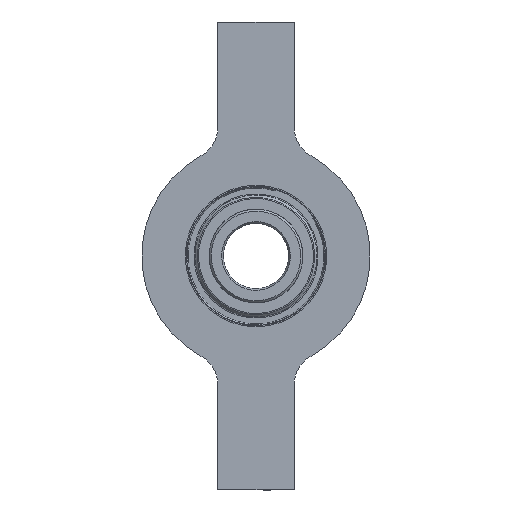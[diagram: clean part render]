
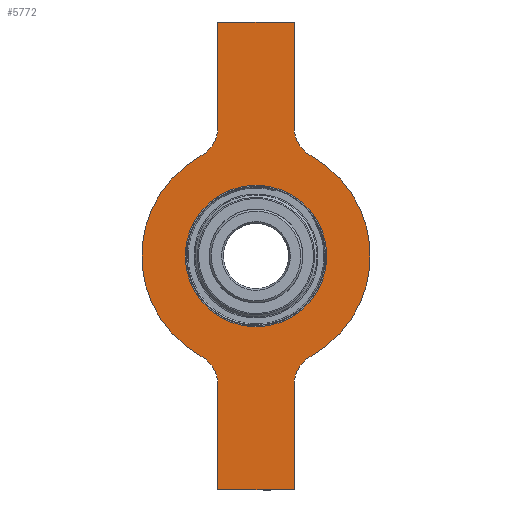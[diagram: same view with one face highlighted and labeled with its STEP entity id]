
A CAD part, front view. The second image highlights one B-rep face of the part: STEP entity #5772.
In plain terms, the highlighted planar face has unit normal (0, -1, 0).
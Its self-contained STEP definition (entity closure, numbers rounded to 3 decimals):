
#80 = EDGE_LOOP ( 'NONE', ( #6884, #6284 ) ) ;
#133 = CIRCLE ( 'NONE', #9544, 3. ) ;
#140 = CARTESIAN_POINT ( 'NONE',  ( 6.5, 0., 11.832 ) ) ;
#224 = VERTEX_POINT ( 'NONE', #9226 ) ;
#236 = ORIENTED_EDGE ( 'NONE', *, *, #3103, .F. ) ;
#246 = EDGE_CURVE ( 'NONE', #799, #8242, #9662, .T. ) ;
#281 = VERTEX_POINT ( 'NONE', #4872 ) ;
#369 = DIRECTION ( 'NONE',  ( -1., 0., 0. ) ) ;
#442 = CARTESIAN_POINT ( 'NONE',  ( 3.5, 0., 11.832 ) ) ;
#584 = FACE_OUTER_BOUND ( 'NONE', #7303, .T. ) ;
#799 = VERTEX_POINT ( 'NONE', #1082 ) ;
#918 = VECTOR ( 'NONE', #4042, 1000. ) ;
#1082 = CARTESIAN_POINT ( 'NONE',  ( -3.5, 0., 11.832 ) ) ;
#1092 = VERTEX_POINT ( 'NONE', #2121 ) ;
#1096 = ORIENTED_EDGE ( 'NONE', *, *, #3786, .T. ) ;
#1168 = ORIENTED_EDGE ( 'NONE', *, *, #4481, .F. ) ;
#1191 = CARTESIAN_POINT ( 'NONE',  ( -3.5, 0., -9.899 ) ) ;
#1327 = DIRECTION ( 'NONE',  ( 0., 1., 0. ) ) ;
#1469 = DIRECTION ( 'NONE',  ( 0., 0., 1. ) ) ;
#1544 = DIRECTION ( 'NONE',  ( 0., 0., 1. ) ) ;
#1650 = LINE ( 'NONE', #8011, #2735 ) ;
#1723 = AXIS2_PLACEMENT_3D ( 'NONE', #8471, #8400, #5161 ) ;
#1945 = CARTESIAN_POINT ( 'NONE',  ( 3.5, 0., -21.5 ) ) ;
#2077 = LINE ( 'NONE', #8668, #7784 ) ;
#2093 = VERTEX_POINT ( 'NONE', #6786 ) ;
#2121 = CARTESIAN_POINT ( 'NONE',  ( -3.5, 0., -11.832 ) ) ;
#2179 = DIRECTION ( 'NONE',  ( 0., 0., -1. ) ) ;
#2318 = CIRCLE ( 'NONE', #10726, 3. ) ;
#2320 = CARTESIAN_POINT ( 'NONE',  ( 0., 0., 0. ) ) ;
#2330 = CIRCLE ( 'NONE', #10373, 10.5 ) ;
#2368 = ORIENTED_EDGE ( 'NONE', *, *, #5106, .F. ) ;
#2541 = CARTESIAN_POINT ( 'NONE',  ( -3.5, 0., 21.5 ) ) ;
#2594 = VERTEX_POINT ( 'NONE', #10502 ) ;
#2659 = ORIENTED_EDGE ( 'NONE', *, *, #8669, .T. ) ;
#2715 = DIRECTION ( 'NONE',  ( 0., 1., 0. ) ) ;
#2735 = VECTOR ( 'NONE', #2179, 1000. ) ;
#2810 = AXIS2_PLACEMENT_3D ( 'NONE', #6602, #6634, #1544 ) ;
#2856 = FACE_BOUND ( 'NONE', #80, .T. ) ;
#2891 = EDGE_CURVE ( 'NONE', #6662, #6915, #3817, .T. ) ;
#3103 = EDGE_CURVE ( 'NONE', #6428, #3264, #2077, .T. ) ;
#3162 = CARTESIAN_POINT ( 'NONE',  ( 3.5, 0., -11.832 ) ) ;
#3264 = VERTEX_POINT ( 'NONE', #442 ) ;
#3287 = CARTESIAN_POINT ( 'NONE',  ( -3.5, 0., 9.899 ) ) ;
#3295 = EDGE_CURVE ( 'NONE', #2594, #2093, #2330, .T. ) ;
#3378 = VECTOR ( 'NONE', #369, 1000. ) ;
#3473 = ORIENTED_EDGE ( 'NONE', *, *, #246, .F. ) ;
#3530 = CIRCLE ( 'NONE', #2810, 3. ) ;
#3586 = VERTEX_POINT ( 'NONE', #3162 ) ;
#3610 = DIRECTION ( 'NONE',  ( 0., 0., -1. ) ) ;
#3660 = CARTESIAN_POINT ( 'NONE',  ( 0., 0., 6.5 ) ) ;
#3674 = CIRCLE ( 'NONE', #4065, 6.5 ) ;
#3786 = EDGE_CURVE ( 'NONE', #3586, #2093, #3530, .T. ) ;
#3813 = CARTESIAN_POINT ( 'NONE',  ( 0., 0., 0. ) ) ;
#3817 = CIRCLE ( 'NONE', #1723, 10.5 ) ;
#4039 = DIRECTION ( 'NONE',  ( 0., 1., 0. ) ) ;
#4042 = DIRECTION ( 'NONE',  ( 1., 0., 0. ) ) ;
#4054 = LINE ( 'NONE', #10582, #3378 ) ;
#4065 = AXIS2_PLACEMENT_3D ( 'NONE', #3813, #4661, #8725 ) ;
#4232 = EDGE_CURVE ( 'NONE', #8382, #224, #3674, .T. ) ;
#4294 = VERTEX_POINT ( 'NONE', #1945 ) ;
#4481 = EDGE_CURVE ( 'NONE', #3586, #4294, #1650, .T. ) ;
#4515 = ORIENTED_EDGE ( 'NONE', *, *, #8405, .F. ) ;
#4607 = CARTESIAN_POINT ( 'NONE',  ( 0., 0., 0. ) ) ;
#4661 = DIRECTION ( 'NONE',  ( 0., -1., 0. ) ) ;
#4761 = CARTESIAN_POINT ( 'NONE',  ( 0., 0., 0. ) ) ;
#4872 = CARTESIAN_POINT ( 'NONE',  ( -3.5, 0., -21.5 ) ) ;
#5013 = CARTESIAN_POINT ( 'NONE',  ( -5.056, 0., -9.203 ) ) ;
#5106 = EDGE_CURVE ( 'NONE', #4294, #281, #4054, .T. ) ;
#5161 = DIRECTION ( 'NONE',  ( 0., 0., 1. ) ) ;
#5500 = ORIENTED_EDGE ( 'NONE', *, *, #6698, .T. ) ;
#5772 = ADVANCED_FACE ( 'NONE', ( #584, #2856 ), #8315, .F. ) ;
#5827 = DIRECTION ( 'NONE',  ( 0., 1., 0. ) ) ;
#6201 = ORIENTED_EDGE ( 'NONE', *, *, #3295, .F. ) ;
#6284 = ORIENTED_EDGE ( 'NONE', *, *, #4232, .F. ) ;
#6428 = VERTEX_POINT ( 'NONE', #9788 ) ;
#6506 = DIRECTION ( 'NONE',  ( 0., 1., 0. ) ) ;
#6558 = DIRECTION ( 'NONE',  ( 0., 0., 1. ) ) ;
#6566 = DIRECTION ( 'NONE',  ( 0., 0., 1. ) ) ;
#6599 = AXIS2_PLACEMENT_3D ( 'NONE', #4761, #9740, #10614 ) ;
#6602 = CARTESIAN_POINT ( 'NONE',  ( 6.5, 0., -11.832 ) ) ;
#6634 = DIRECTION ( 'NONE',  ( 0., 1., 0. ) ) ;
#6662 = VERTEX_POINT ( 'NONE', #5013 ) ;
#6698 = EDGE_CURVE ( 'NONE', #2594, #3264, #9041, .T. ) ;
#6762 = LINE ( 'NONE', #8251, #918 ) ;
#6786 = CARTESIAN_POINT ( 'NONE',  ( 5.056, 0., -9.203 ) ) ;
#6825 = DIRECTION ( 'NONE',  ( 0., 0., 1. ) ) ;
#6884 = ORIENTED_EDGE ( 'NONE', *, *, #10748, .F. ) ;
#6915 = VERTEX_POINT ( 'NONE', #8155 ) ;
#7224 = DIRECTION ( 'NONE',  ( 0., 0., 1. ) ) ;
#7303 = EDGE_LOOP ( 'NONE', ( #4515, #2368, #1168, #1096, #6201, #5500, #236, #9292, #3473, #9988, #7560, #2659 ) ) ;
#7560 = ORIENTED_EDGE ( 'NONE', *, *, #2891, .F. ) ;
#7784 = VECTOR ( 'NONE', #3610, 1000. ) ;
#7966 = EDGE_CURVE ( 'NONE', #799, #6915, #2318, .T. ) ;
#7973 = DIRECTION ( 'NONE',  ( 0., 0., 1. ) ) ;
#8011 = CARTESIAN_POINT ( 'NONE',  ( 3.5, 0., -9.899 ) ) ;
#8144 = VECTOR ( 'NONE', #7224, 1000. ) ;
#8155 = CARTESIAN_POINT ( 'NONE',  ( -5.056, 0., 9.203 ) ) ;
#8211 = VECTOR ( 'NONE', #1469, 1000. ) ;
#8242 = VERTEX_POINT ( 'NONE', #2541 ) ;
#8251 = CARTESIAN_POINT ( 'NONE',  ( -3.5, 0., 21.5 ) ) ;
#8315 = PLANE ( 'NONE',  #9871 ) ;
#8382 = VERTEX_POINT ( 'NONE', #3660 ) ;
#8400 = DIRECTION ( 'NONE',  ( 0., 1., 0. ) ) ;
#8405 = EDGE_CURVE ( 'NONE', #281, #1092, #9983, .T. ) ;
#8471 = CARTESIAN_POINT ( 'NONE',  ( 0., 0., 0. ) ) ;
#8668 = CARTESIAN_POINT ( 'NONE',  ( 3.5, 0., 9.899 ) ) ;
#8669 = EDGE_CURVE ( 'NONE', #6662, #1092, #133, .T. ) ;
#8725 = DIRECTION ( 'NONE',  ( 0., 0., -1. ) ) ;
#9041 = CIRCLE ( 'NONE', #9743, 3. ) ;
#9082 = CARTESIAN_POINT ( 'NONE',  ( -6.5, 0., 11.832 ) ) ;
#9116 = DIRECTION ( 'NONE',  ( 0., 0., 1. ) ) ;
#9226 = CARTESIAN_POINT ( 'NONE',  ( 0., 0., -6.5 ) ) ;
#9292 = ORIENTED_EDGE ( 'NONE', *, *, #9420, .F. ) ;
#9420 = EDGE_CURVE ( 'NONE', #8242, #6428, #6762, .T. ) ;
#9544 = AXIS2_PLACEMENT_3D ( 'NONE', #9916, #6506, #6566 ) ;
#9662 = LINE ( 'NONE', #3287, #8211 ) ;
#9740 = DIRECTION ( 'NONE',  ( 0., -1., 0. ) ) ;
#9743 = AXIS2_PLACEMENT_3D ( 'NONE', #140, #2715, #6825 ) ;
#9788 = CARTESIAN_POINT ( 'NONE',  ( 3.5, 0., 21.5 ) ) ;
#9871 = AXIS2_PLACEMENT_3D ( 'NONE', #2320, #5827, #6558 ) ;
#9916 = CARTESIAN_POINT ( 'NONE',  ( -6.5, 0., -11.832 ) ) ;
#9983 = LINE ( 'NONE', #1191, #8144 ) ;
#9988 = ORIENTED_EDGE ( 'NONE', *, *, #7966, .T. ) ;
#10372 = CIRCLE ( 'NONE', #6599, 6.5 ) ;
#10373 = AXIS2_PLACEMENT_3D ( 'NONE', #4607, #1327, #7973 ) ;
#10502 = CARTESIAN_POINT ( 'NONE',  ( 5.056, 0., 9.203 ) ) ;
#10582 = CARTESIAN_POINT ( 'NONE',  ( -3.5, 0., -21.5 ) ) ;
#10614 = DIRECTION ( 'NONE',  ( 0., 0., -1. ) ) ;
#10726 = AXIS2_PLACEMENT_3D ( 'NONE', #9082, #4039, #9116 ) ;
#10748 = EDGE_CURVE ( 'NONE', #224, #8382, #10372, .T. ) ;
